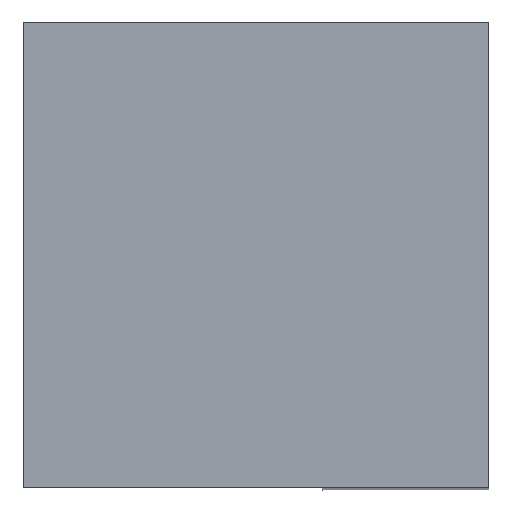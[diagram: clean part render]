
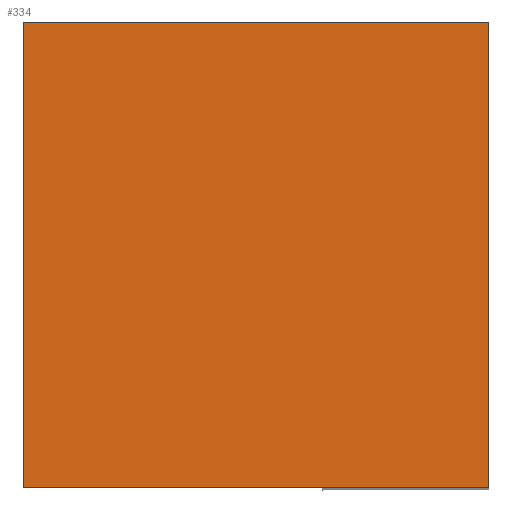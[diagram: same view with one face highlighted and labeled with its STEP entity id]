
A CAD part, top view. The second image highlights one B-rep face of the part: STEP entity #334.
In plain terms, the highlighted planar face has unit normal (0, 0, 1).
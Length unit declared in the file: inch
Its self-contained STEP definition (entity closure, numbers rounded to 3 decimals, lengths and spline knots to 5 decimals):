
#34 = CARTESIAN_POINT ( 'NONE',  ( 4.75, 4.75, 14.25 ) ) ;
#51 = CARTESIAN_POINT ( 'NONE',  ( 4.05, 4.75, 14.25 ) ) ;
#53 = CARTESIAN_POINT ( 'NONE',  ( 4.05, 4.05, 14.25 ) ) ;
#58 = VERTEX_POINT ( 'NONE', #187 ) ;
#65 = PLANE ( 'NONE',  #160 ) ;
#84 = LINE ( 'NONE', #51, #142 ) ;
#95 = LINE ( 'NONE', #34, #119 ) ;
#96 = ORIENTED_EDGE ( 'NONE', *, *, #307, .F. ) ;
#100 = CARTESIAN_POINT ( 'NONE',  ( 4.05, 4.75, 14.25 ) ) ;
#103 = ORIENTED_EDGE ( 'NONE', *, *, #158, .T. ) ;
#104 = EDGE_CURVE ( 'NONE', #285, #131, #200, .T. ) ;
#119 = VECTOR ( 'NONE', #260, 39.37008 ) ;
#124 = EDGE_CURVE ( 'NONE', #285, #58, #84, .T. ) ;
#125 = FACE_OUTER_BOUND ( 'NONE', #237, .T. ) ;
#131 = VERTEX_POINT ( 'NONE', #308 ) ;
#141 = DIRECTION ( 'NONE',  ( 1., 0., 0. ) ) ;
#142 = VECTOR ( 'NONE', #336, 39.37008 ) ;
#144 = CARTESIAN_POINT ( 'NONE',  ( 4.75, 4.05, 14.25 ) ) ;
#158 = EDGE_CURVE ( 'NONE', #58, #318, #227, .T. ) ;
#160 = AXIS2_PLACEMENT_3D ( 'NONE', #100, #211, #141 ) ;
#172 = ORIENTED_EDGE ( 'NONE', *, *, #104, .F. ) ;
#187 = CARTESIAN_POINT ( 'NONE',  ( 4.05, 4.05, 14.25 ) ) ;
#200 = LINE ( 'NONE', #361, #350 ) ;
#206 = VECTOR ( 'NONE', #224, 39.37008 ) ;
#211 = DIRECTION ( 'NONE',  ( 0., 0., 1. ) ) ;
#224 = DIRECTION ( 'NONE',  ( 1., 0., 0. ) ) ;
#227 = LINE ( 'NONE', #53, #206 ) ;
#237 = EDGE_LOOP ( 'NONE', ( #103, #96, #172, #293 ) ) ;
#256 = DIRECTION ( 'NONE',  ( 1., 0., 0. ) ) ;
#260 = DIRECTION ( 'NONE',  ( 0., -1., 0. ) ) ;
#285 = VERTEX_POINT ( 'NONE', #341 ) ;
#293 = ORIENTED_EDGE ( 'NONE', *, *, #124, .T. ) ;
#307 = EDGE_CURVE ( 'NONE', #131, #318, #95, .T. ) ;
#308 = CARTESIAN_POINT ( 'NONE',  ( 4.75, 4.75, 14.25 ) ) ;
#318 = VERTEX_POINT ( 'NONE', #144 ) ;
#334 = ADVANCED_FACE ( 'NONE', ( #125 ), #65, .T. ) ;
#336 = DIRECTION ( 'NONE',  ( 0., -1., 0. ) ) ;
#341 = CARTESIAN_POINT ( 'NONE',  ( 4.05, 4.75, 14.25 ) ) ;
#350 = VECTOR ( 'NONE', #256, 39.37008 ) ;
#361 = CARTESIAN_POINT ( 'NONE',  ( 4.05, 4.75, 14.25 ) ) ;
